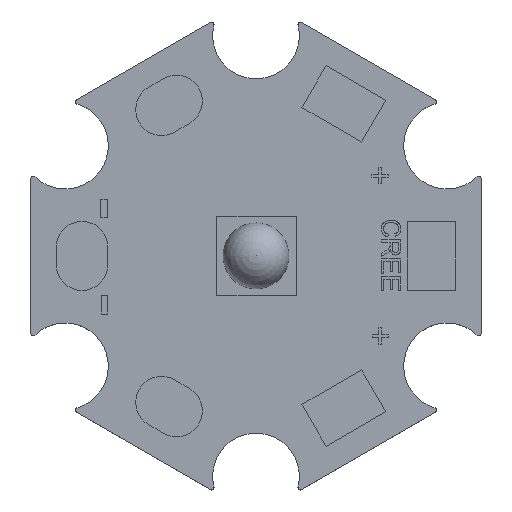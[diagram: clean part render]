
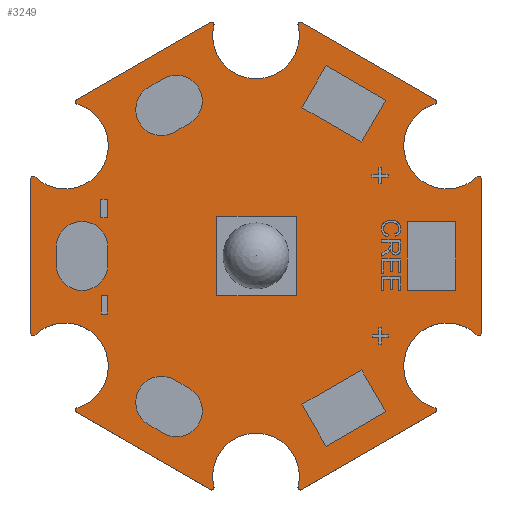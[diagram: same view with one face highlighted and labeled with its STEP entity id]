
A CAD part, top view. The second image highlights one B-rep face of the part: STEP entity #3249.
In plain terms, the highlighted planar face has unit normal (0, 0, 1).
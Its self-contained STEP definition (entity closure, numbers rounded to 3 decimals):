
#158=PLANE('',#3518);
#306=FACE_OUTER_BOUND('',#497,.T.);
#497=EDGE_LOOP('',(#2326,#2327,#2328,#2329,#2330,#2331,#2332,#2333,#2334,
#2335,#2336,#2337,#2338,#2339,#2340,#2341,#2342,#2343,#2344,#2345,#2346,
#2347,#2348,#2349));
#677=LINE('',#4506,#1028);
#680=LINE('',#4514,#1031);
#686=LINE('',#4536,#1037);
#696=LINE('',#4570,#1047);
#699=LINE('',#4578,#1050);
#700=LINE('',#4580,#1051);
#1028=VECTOR('',#3733,10.);
#1031=VECTOR('',#3742,10.);
#1037=VECTOR('',#3770,10.);
#1047=VECTOR('',#3810,10.);
#1050=VECTOR('',#3819,10.);
#1051=VECTOR('',#3822,10.);
#1367=CIRCLE('',#3458,0.1);
#1370=CIRCLE('',#3462,1.885);
#1387=CIRCLE('',#3481,0.1);
#1388=CIRCLE('',#3484,0.1);
#1389=CIRCLE('',#3487,0.1);
#1390=CIRCLE('',#3489,1.885);
#1391=CIRCLE('',#3491,0.1);
#1392=CIRCLE('',#3493,1.885);
#1393=CIRCLE('',#3495,0.1);
#1394=CIRCLE('',#3498,0.1);
#1395=CIRCLE('',#3500,1.885);
#1396=CIRCLE('',#3502,0.1);
#1397=CIRCLE('',#3504,0.1);
#1398=CIRCLE('',#3506,1.885);
#1399=CIRCLE('',#3508,0.1);
#1400=CIRCLE('',#3510,0.1);
#1401=CIRCLE('',#3513,0.1);
#1402=CIRCLE('',#3517,1.885);
#1417=VERTEX_POINT('',#4439);
#1418=VERTEX_POINT('',#4440);
#1422=VERTEX_POINT('',#4450);
#1444=VERTEX_POINT('',#4498);
#1445=VERTEX_POINT('',#4499);
#1446=VERTEX_POINT('',#4504);
#1447=VERTEX_POINT('',#4508);
#1448=VERTEX_POINT('',#4512);
#1449=VERTEX_POINT('',#4516);
#1450=VERTEX_POINT('',#4522);
#1451=VERTEX_POINT('',#4523);
#1452=VERTEX_POINT('',#4528);
#1453=VERTEX_POINT('',#4532);
#1454=VERTEX_POINT('',#4538);
#1455=VERTEX_POINT('',#4539);
#1456=VERTEX_POINT('',#4544);
#1457=VERTEX_POINT('',#4548);
#1458=VERTEX_POINT('',#4552);
#1459=VERTEX_POINT('',#4553);
#1460=VERTEX_POINT('',#4558);
#1461=VERTEX_POINT('',#4564);
#1462=VERTEX_POINT('',#4565);
#1463=VERTEX_POINT('',#4572);
#1464=VERTEX_POINT('',#4573);
#1733=EDGE_CURVE('',#1417,#1418,#1367,.T.);
#1739=EDGE_CURVE('',#1417,#1422,#1370,.T.);
#1762=EDGE_CURVE('',#1444,#1445,#1387,.T.);
#1766=EDGE_CURVE('',#1444,#1446,#677,.T.);
#1767=EDGE_CURVE('',#1447,#1422,#1388,.T.);
#1770=EDGE_CURVE('',#1447,#1448,#680,.T.);
#1771=EDGE_CURVE('',#1449,#1448,#1389,.T.);
#1773=EDGE_CURVE('',#1449,#1445,#1390,.T.);
#1774=EDGE_CURVE('',#1450,#1451,#1391,.T.);
#1778=EDGE_CURVE('',#1450,#1452,#1392,.T.);
#1779=EDGE_CURVE('',#1453,#1452,#1393,.T.);
#1781=EDGE_CURVE('',#1453,#1418,#686,.T.);
#1782=EDGE_CURVE('',#1454,#1455,#1394,.T.);
#1785=EDGE_CURVE('',#1456,#1455,#1395,.T.);
#1787=EDGE_CURVE('',#1456,#1457,#1396,.T.);
#1789=EDGE_CURVE('',#1458,#1459,#1397,.T.);
#1792=EDGE_CURVE('',#1460,#1459,#1398,.T.);
#1794=EDGE_CURVE('',#1460,#1446,#1399,.T.);
#1795=EDGE_CURVE('',#1461,#1462,#1400,.T.);
#1798=EDGE_CURVE('',#1461,#1457,#696,.T.);
#1799=EDGE_CURVE('',#1463,#1464,#1401,.T.);
#1802=EDGE_CURVE('',#1458,#1464,#699,.T.);
#1803=EDGE_CURVE('',#1454,#1451,#700,.T.);
#1804=EDGE_CURVE('',#1463,#1462,#1402,.T.);
#2326=ORIENTED_EDGE('',*,*,#1733,.F.);
#2327=ORIENTED_EDGE('',*,*,#1739,.T.);
#2328=ORIENTED_EDGE('',*,*,#1767,.F.);
#2329=ORIENTED_EDGE('',*,*,#1770,.T.);
#2330=ORIENTED_EDGE('',*,*,#1771,.F.);
#2331=ORIENTED_EDGE('',*,*,#1773,.T.);
#2332=ORIENTED_EDGE('',*,*,#1762,.F.);
#2333=ORIENTED_EDGE('',*,*,#1766,.T.);
#2334=ORIENTED_EDGE('',*,*,#1794,.F.);
#2335=ORIENTED_EDGE('',*,*,#1792,.T.);
#2336=ORIENTED_EDGE('',*,*,#1789,.F.);
#2337=ORIENTED_EDGE('',*,*,#1802,.T.);
#2338=ORIENTED_EDGE('',*,*,#1799,.F.);
#2339=ORIENTED_EDGE('',*,*,#1804,.T.);
#2340=ORIENTED_EDGE('',*,*,#1795,.F.);
#2341=ORIENTED_EDGE('',*,*,#1798,.T.);
#2342=ORIENTED_EDGE('',*,*,#1787,.F.);
#2343=ORIENTED_EDGE('',*,*,#1785,.T.);
#2344=ORIENTED_EDGE('',*,*,#1782,.F.);
#2345=ORIENTED_EDGE('',*,*,#1803,.T.);
#2346=ORIENTED_EDGE('',*,*,#1774,.F.);
#2347=ORIENTED_EDGE('',*,*,#1778,.T.);
#2348=ORIENTED_EDGE('',*,*,#1779,.F.);
#2349=ORIENTED_EDGE('',*,*,#1781,.T.);
#3249=ADVANCED_FACE('',(#306),#158,.T.);
#3458=AXIS2_PLACEMENT_3D('',#4441,#3671,#3672);
#3462=AXIS2_PLACEMENT_3D('',#4452,#3682,#3683);
#3481=AXIS2_PLACEMENT_3D('',#4500,#3726,#3727);
#3484=AXIS2_PLACEMENT_3D('',#4509,#3736,#3737);
#3487=AXIS2_PLACEMENT_3D('',#4517,#3745,#3746);
#3489=AXIS2_PLACEMENT_3D('',#4520,#3750,#3751);
#3491=AXIS2_PLACEMENT_3D('',#4524,#3754,#3755);
#3493=AXIS2_PLACEMENT_3D('',#4530,#3761,#3762);
#3495=AXIS2_PLACEMENT_3D('',#4533,#3765,#3766);
#3498=AXIS2_PLACEMENT_3D('',#4540,#3773,#3774);
#3500=AXIS2_PLACEMENT_3D('',#4545,#3779,#3780);
#3502=AXIS2_PLACEMENT_3D('',#4549,#3784,#3785);
#3504=AXIS2_PLACEMENT_3D('',#4554,#3789,#3790);
#3506=AXIS2_PLACEMENT_3D('',#4559,#3795,#3796);
#3508=AXIS2_PLACEMENT_3D('',#4562,#3800,#3801);
#3510=AXIS2_PLACEMENT_3D('',#4566,#3804,#3805);
#3513=AXIS2_PLACEMENT_3D('',#4574,#3813,#3814);
#3517=AXIS2_PLACEMENT_3D('',#4582,#3825,#3826);
#3518=AXIS2_PLACEMENT_3D('',#4583,#3827,#3828);
#3671=DIRECTION('center_axis',(0.,0.,-1.));
#3672=DIRECTION('ref_axis',(0.992,0.123,0.));
#3682=DIRECTION('center_axis',(0.,0.,-1.));
#3683=DIRECTION('ref_axis',(0.786,0.619,0.));
#3726=DIRECTION('center_axis',(0.,0.,-1.));
#3727=DIRECTION('ref_axis',(0.992,-0.123,0.));
#3733=DIRECTION('',(-0.866,0.5,0.));
#3736=DIRECTION('center_axis',(0.,0.,-1.));
#3737=DIRECTION('ref_axis',(0.39,-0.921,0.));
#3742=DIRECTION('',(0.,1.,0.));
#3745=DIRECTION('center_axis',(0.,0.,-1.));
#3746=DIRECTION('ref_axis',(0.39,0.921,0.));
#3750=DIRECTION('center_axis',(0.,0.,-1.));
#3751=DIRECTION('ref_axis',(-0.143,0.99,0.));
#3754=DIRECTION('center_axis',(0.,0.,-1.));
#3755=DIRECTION('ref_axis',(0.602,-0.798,0.));
#3761=DIRECTION('center_axis',(0.,0.,-1.));
#3762=DIRECTION('ref_axis',(0.929,-0.371,0.));
#3765=DIRECTION('center_axis',(0.,0.,-1.));
#3766=DIRECTION('ref_axis',(-0.602,-0.798,0.));
#3770=DIRECTION('',(0.866,0.5,0.));
#3773=DIRECTION('center_axis',(0.,0.,-1.));
#3774=DIRECTION('ref_axis',(-0.992,0.123,0.));
#3779=DIRECTION('center_axis',(0.,0.,-1.));
#3780=DIRECTION('ref_axis',(0.143,-0.99,0.));
#3784=DIRECTION('center_axis',(0.,0.,-1.));
#3785=DIRECTION('ref_axis',(-0.39,-0.921,0.));
#3789=DIRECTION('center_axis',(0.,0.,-1.));
#3790=DIRECTION('ref_axis',(0.602,0.798,0.));
#3795=DIRECTION('center_axis',(0.,0.,-1.));
#3796=DIRECTION('ref_axis',(-0.929,0.371,0.));
#3800=DIRECTION('center_axis',(0.,0.,-1.));
#3801=DIRECTION('ref_axis',(-0.602,0.798,0.));
#3804=DIRECTION('center_axis',(0.,0.,-1.));
#3805=DIRECTION('ref_axis',(-0.39,0.921,0.));
#3810=DIRECTION('',(0.,-1.,0.));
#3813=DIRECTION('center_axis',(0.,0.,-1.));
#3814=DIRECTION('ref_axis',(-0.992,-0.123,0.));
#3819=DIRECTION('',(-0.866,-0.5,0.));
#3822=DIRECTION('',(0.866,-0.5,0.));
#3825=DIRECTION('center_axis',(0.,0.,-1.));
#3826=DIRECTION('ref_axis',(-0.786,-0.619,0.));
#3827=DIRECTION('center_axis',(0.,0.,1.));
#3828=DIRECTION('ref_axis',(1.,0.,0.));
#4439=CARTESIAN_POINT('',(7.792,-6.61,1.64));
#4440=CARTESIAN_POINT('',(7.815,-6.792,1.64));
#4441=CARTESIAN_POINT('Origin',(7.765,-6.706,1.64));
#4450=CARTESIAN_POINT('',(9.62,-3.444,1.64));
#4452=CARTESIAN_POINT('Origin',(8.309,-4.797,1.64));
#4498=CARTESIAN_POINT('',(7.815,6.792,1.64));
#4499=CARTESIAN_POINT('',(7.792,6.61,1.64));
#4500=CARTESIAN_POINT('Origin',(7.765,6.706,1.64));
#4504=CARTESIAN_POINT('',(1.975,10.164,1.64));
#4506=CARTESIAN_POINT('',(8.04,6.663,1.64));
#4508=CARTESIAN_POINT('',(9.79,-3.372,1.64));
#4509=CARTESIAN_POINT('Origin',(9.69,-3.372,1.64));
#4512=CARTESIAN_POINT('',(9.79,3.372,1.64));
#4514=CARTESIAN_POINT('',(9.79,-3.632,1.64));
#4516=CARTESIAN_POINT('',(9.62,3.444,1.64));
#4517=CARTESIAN_POINT('Origin',(9.69,3.372,1.64));
#4520=CARTESIAN_POINT('Origin',(8.309,4.797,1.64));
#4522=CARTESIAN_POINT('',(-1.828,-10.053,1.64));
#4523=CARTESIAN_POINT('',(-1.975,-10.164,1.64));
#4524=CARTESIAN_POINT('Origin',(-1.925,-10.078,1.64));
#4528=CARTESIAN_POINT('',(1.828,-10.053,1.64));
#4530=CARTESIAN_POINT('Origin',(0.,-9.595,
1.64));
#4532=CARTESIAN_POINT('',(1.975,-10.164,1.64));
#4533=CARTESIAN_POINT('Origin',(1.925,-10.078,1.64));
#4536=CARTESIAN_POINT('',(1.75,-10.294,1.64));
#4538=CARTESIAN_POINT('',(-7.815,-6.792,1.64));
#4539=CARTESIAN_POINT('',(-7.792,-6.61,1.64));
#4540=CARTESIAN_POINT('Origin',(-7.765,-6.706,1.64));
#4544=CARTESIAN_POINT('',(-9.62,-3.444,1.64));
#4545=CARTESIAN_POINT('Origin',(-8.309,-4.797,1.64));
#4548=CARTESIAN_POINT('',(-9.79,-3.372,1.64));
#4549=CARTESIAN_POINT('Origin',(-9.69,-3.372,1.64));
#4552=CARTESIAN_POINT('',(-1.975,10.164,1.64));
#4553=CARTESIAN_POINT('',(-1.828,10.053,1.64));
#4554=CARTESIAN_POINT('Origin',(-1.925,10.078,1.64));
#4558=CARTESIAN_POINT('',(1.828,10.053,1.64));
#4559=CARTESIAN_POINT('Origin',(0.,9.595,1.64));
#4562=CARTESIAN_POINT('Origin',(1.925,10.078,1.64));
#4564=CARTESIAN_POINT('',(-9.79,3.372,1.64));
#4565=CARTESIAN_POINT('',(-9.62,3.444,1.64));
#4566=CARTESIAN_POINT('Origin',(-9.69,3.372,1.64));
#4570=CARTESIAN_POINT('',(-9.79,3.632,1.64));
#4572=CARTESIAN_POINT('',(-7.792,6.61,1.64));
#4573=CARTESIAN_POINT('',(-7.815,6.792,1.64));
#4574=CARTESIAN_POINT('Origin',(-7.765,6.706,1.64));
#4578=CARTESIAN_POINT('',(-1.75,10.294,1.64));
#4580=CARTESIAN_POINT('',(-8.04,-6.663,1.64));
#4582=CARTESIAN_POINT('Origin',(-8.309,4.797,1.64));
#4583=CARTESIAN_POINT('Origin',(0.,0.,1.64));
